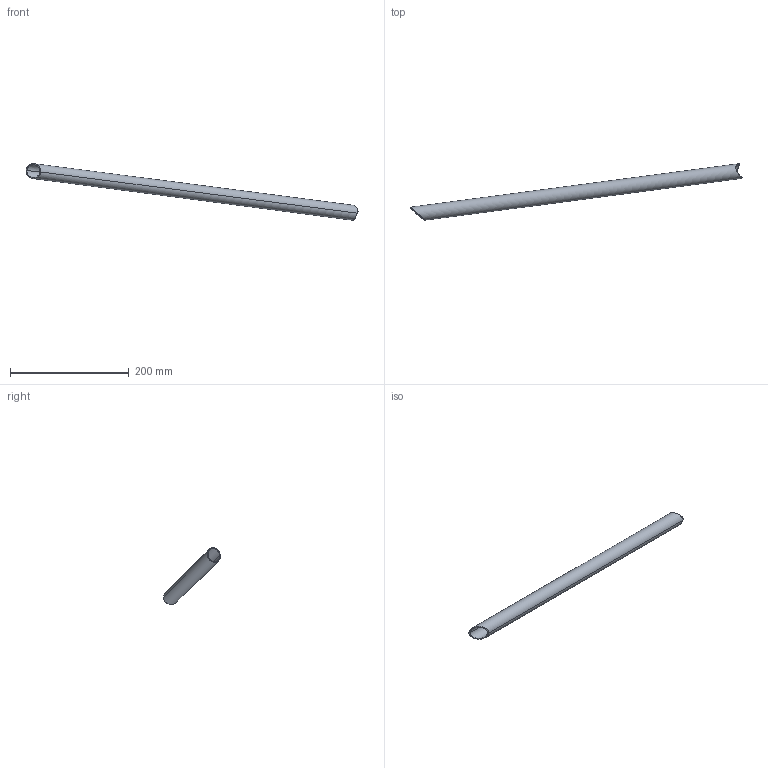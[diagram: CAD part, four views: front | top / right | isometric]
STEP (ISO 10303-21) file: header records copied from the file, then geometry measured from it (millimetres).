
FILE_DESCRIPTION(('STEP AP214'),'1');
FILE_NAME('41.stp','2019-12-01T21:09:11',(' '),(' '),'Spatial InterOp 3D',' ',' ');
FILE_SCHEMA(('AUTOMOTIVE_DESIGN { 1 0 10303 214 1 1 1 1 }'));
Length unit declared in the file: metre
Products named in the file (1): PartBody/Pocket.1
Bounding box: 558.28 x 95.14 x 95.24 mm (x, y, z)
Volume: 60781.7 mm3; surface area: 81333.5 mm2
Topology: 1 solids, 1 shells, 7 faces, 18 edges, 12 vertices
Faces by surface type: cylinder 6, plane 1
Entity records: 589 total; most frequent: CARTESIAN_POINT 293, ORIENTED_EDGE 36, DIRECTION 22, STYLED_ITEM 20, PRESENTATION_STYLE_ASSIGNMENT 20, COLOUR_RGB 20, EDGE_CURVE 18, CURVE_STYLE 12
